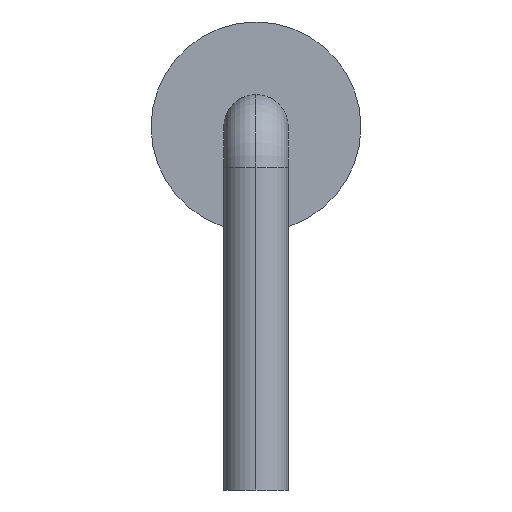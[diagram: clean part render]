
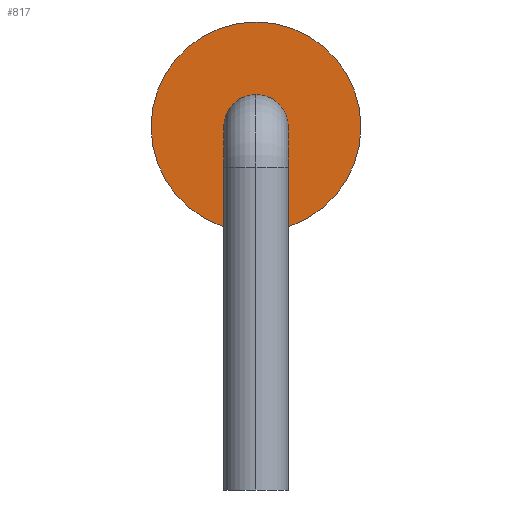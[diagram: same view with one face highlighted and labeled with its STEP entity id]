
A CAD part, left-side view. The second image highlights one B-rep face of the part: STEP entity #817.
In plain terms, the highlighted planar face has unit normal (-1, 0, 0).
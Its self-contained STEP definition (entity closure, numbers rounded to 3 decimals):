
#737=CARTESIAN_POINT('',(-2.4,1.3,1.3));
#738=VERTEX_POINT('',#737);
#747=CARTESIAN_POINT('',(-2.4,-1.3,1.3));
#748=VERTEX_POINT('',#747);
#749=CARTESIAN_POINT('',(-2.4,0.,1.3));
#750=DIRECTION('',(1.0,0.0,0.0));
#751=DIRECTION('',(0.0,1.0,0.0));
#752=AXIS2_PLACEMENT_3D('',#749,#750,#751);
#753=CIRCLE('',#752,1.3);
#754=EDGE_CURVE('',#738,#748,#753,.T.);
#788=CARTESIAN_POINT('',(-2.4,0.,1.3));
#789=DIRECTION('',(1.0,0.0,0.0));
#790=DIRECTION('',(0.0,1.0,0.0));
#791=AXIS2_PLACEMENT_3D('',#788,#789,#790);
#792=CIRCLE('',#791,1.3);
#793=EDGE_CURVE('',#748,#738,#792,.T.);
#808=CARTESIAN_POINT('',(-2.4,0.,1.3));
#809=DIRECTION('',(1.0,0.0,0.0));
#810=DIRECTION('',(0.0,0.0,-1.0));
#811=AXIS2_PLACEMENT_3D('',#808,#809,#810);
#812=PLANE('',#811);
#813=ORIENTED_EDGE('',*,*,#754,.F.);
#814=ORIENTED_EDGE('',*,*,#793,.F.);
#815=EDGE_LOOP('',(#813,#814));
#816=FACE_OUTER_BOUND('',#815,.T.);
#817=ADVANCED_FACE('',(#816),#812,.F.);
